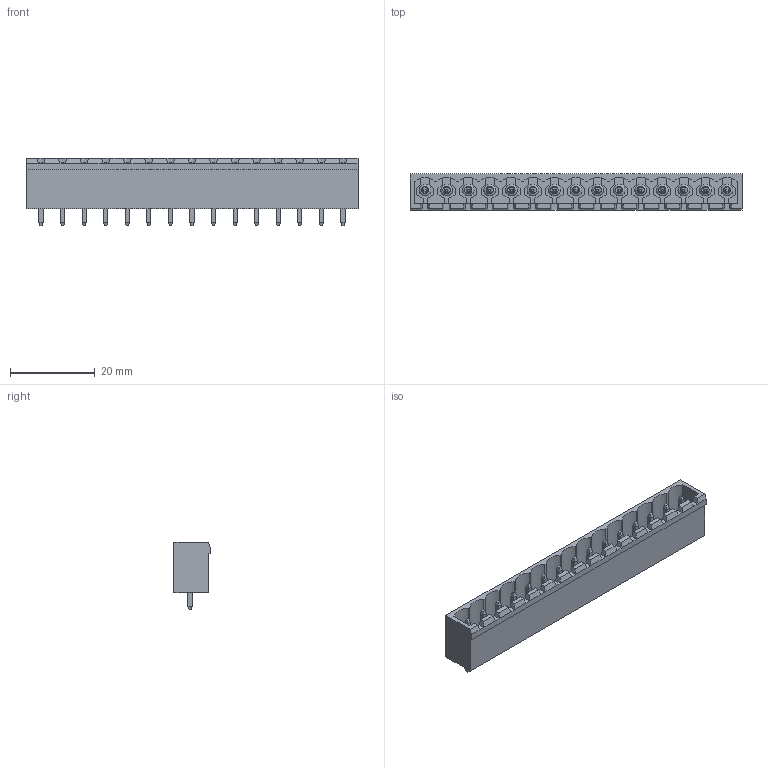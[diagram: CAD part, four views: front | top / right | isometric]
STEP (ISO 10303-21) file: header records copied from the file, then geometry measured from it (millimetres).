
FILE_DESCRIPTION( ( 'Unknown' ), '1' );
FILE_NAME( '691311500115.stp', 'Unknown', ( 'Unknown' ), ( 'Unknown' ), 'PSStep 15.0.49', 'Unknown', ' ' );
FILE_SCHEMA( ( 'AUTOMOTIVE_DESIGN { 1 0 10303 214 1 1 1 1 }' ) );
Length unit declared in the file: millimetre
Products named in the file (3): Assem1; 6913115001xx_PIN; 691311500115
Assembly tree (16 placements, depth 2):
  Assem1
    6913115001xx_PIN  x15
    691311500115
Bounding box: 78.2 x 8.5 x 16 mm (x, y, z)
Volume: 3193.6 mm3; surface area: 7141.8 mm2
Topology: 16 solids, 16 shells, 720 faces, 1914 edges, 1226 vertices
Faces by surface type: plane 675, cylinder 30, torus 15
Full cylindrical faces by diameter (mm): 2.75 x15
Entity records: 21100 total; most frequent: CARTESIAN_POINT 3005, ORIENTED_EDGE 2954, DIRECTION 2664, EDGE_CURVE 1477, LINE 1372, VECTOR 1372, VERTEX_POINT 987, AXIS2_PLACEMENT_3D 646
